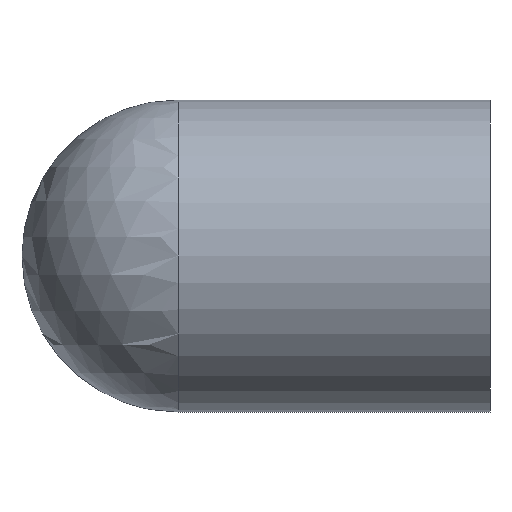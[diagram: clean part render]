
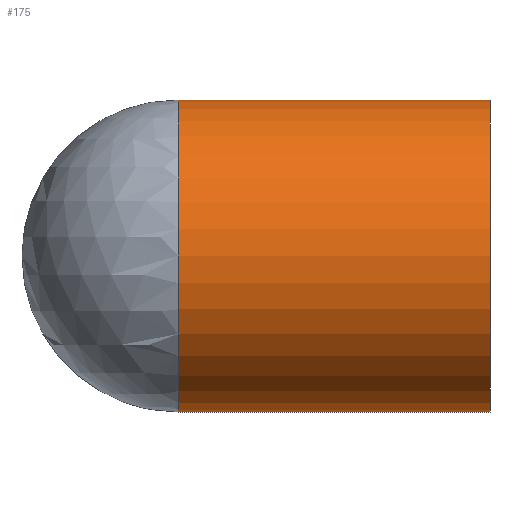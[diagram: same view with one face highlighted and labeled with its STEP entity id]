
A CAD part, left-side view. The second image highlights one B-rep face of the part: STEP entity #175.
In plain terms, the highlighted cylindrical face has radius 11.5 mm (diameter 23 mm), a full revolution.
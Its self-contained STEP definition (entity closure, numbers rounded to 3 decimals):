
#17=ELLIPSE('',#204,16.263,11.5);
#31=FACE_BOUND('',#69,.T.);
#46=FACE_OUTER_BOUND('',#68,.T.);
#68=EDGE_LOOP('',(#144));
#69=EDGE_LOOP('',(#145,#146));
#91=CIRCLE('',#201,11.5);
#92=CIRCLE('',#203,11.5);
#105=VERTEX_POINT('',#304);
#106=VERTEX_POINT('',#305);
#107=VERTEX_POINT('',#309);
#121=EDGE_CURVE('',#105,#106,#91,.T.);
#122=EDGE_CURVE('',#107,#107,#92,.T.);
#123=EDGE_CURVE('',#106,#105,#17,.T.);
#144=ORIENTED_EDGE('',*,*,#122,.T.);
#145=ORIENTED_EDGE('',*,*,#123,.F.);
#146=ORIENTED_EDGE('',*,*,#121,.F.);
#164=CYLINDRICAL_SURFACE('',#202,11.5);
#175=ADVANCED_FACE('',(#46,#31),#164,.T.);
#201=AXIS2_PLACEMENT_3D('',#307,#251,#252);
#202=AXIS2_PLACEMENT_3D('',#308,#253,#254);
#203=AXIS2_PLACEMENT_3D('',#310,#255,#256);
#204=AXIS2_PLACEMENT_3D('',#311,#257,#258);
#251=DIRECTION('center_axis',(0.,1.,0.));
#252=DIRECTION('ref_axis',(1.,0.,0.));
#253=DIRECTION('center_axis',(0.,1.,0.));
#254=DIRECTION('ref_axis',(-1.,0.,0.));
#255=DIRECTION('center_axis',(0.,1.,0.));
#256=DIRECTION('ref_axis',(1.,0.,0.));
#257=DIRECTION('center_axis',(0.707,0.707,0.));
#258=DIRECTION('ref_axis',(-0.707,0.707,0.));
#304=CARTESIAN_POINT('',(0.,0.,-11.5));
#305=CARTESIAN_POINT('',(0.,0.,11.5));
#307=CARTESIAN_POINT('Origin',(0.,0.,0.));
#308=CARTESIAN_POINT('Origin',(0.,-11.5,0.));
#309=CARTESIAN_POINT('',(-11.5,-23.,0.));
#310=CARTESIAN_POINT('Origin',(0.,-23.,0.));
#311=CARTESIAN_POINT('Origin',(0.,0.,0.));
